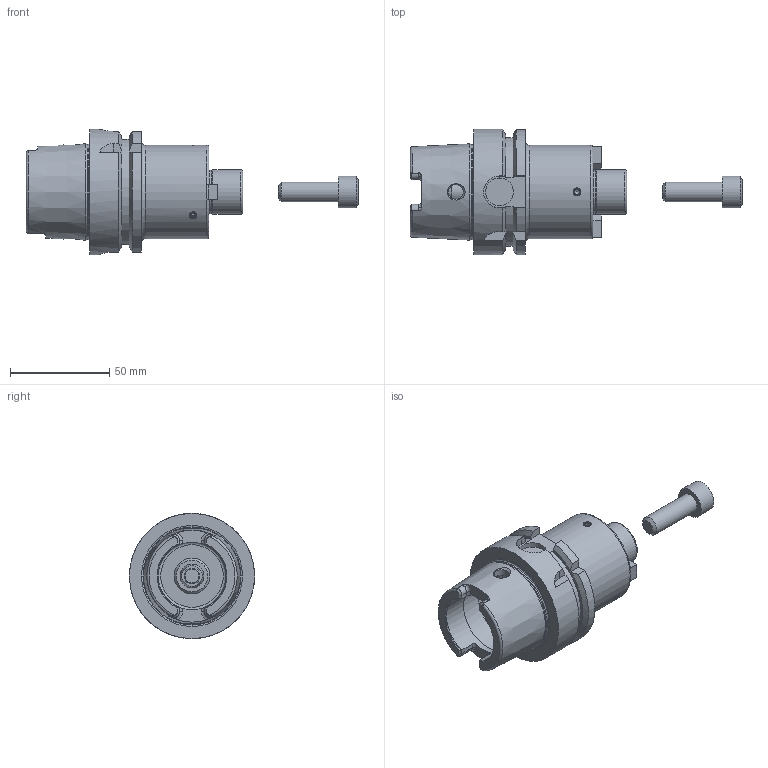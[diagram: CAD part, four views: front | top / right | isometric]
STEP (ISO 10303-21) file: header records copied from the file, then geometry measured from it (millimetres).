
FILE_DESCRIPTION((''),'2;1');
FILE_NAME('535015623060-3D.stp','2020-04-29T14:48:09',('nttooll'),(''),'Autodesk Inventor 2012','Autodesk Inventor 2012','');
FILE_SCHEMA(('AUTOMOTIVE_DESIGN { 1 0 10303 214 1 1 1 1 }'));
Length unit declared in the file: millimetre
Products named in the file (1): 535015623060-3D
Bounding box: 167 x 63 x 63 mm (x, y, z)
Volume: 151238.8 mm3; surface area: 33914 mm2
Topology: 2 solids, 5 shells, 208 faces, 505 edges, 314 vertices
Faces by surface type: plane 76, cylinder 60, cone 48, torus 18, sphere 6
Full cylindrical faces by diameter (mm): 2.309 x3, 2.5 x6, 3.4 x3, 4 x6, 7.5 x2, 8 x1, 8.7 x1, 9.238 x1, 10 x2, 10.5 x1, 11.3 x1, 12 x1, 14 x1, 16 x1, 18 x1, 21.825 x1, 22.225 x1, 34 x1, 34.5 x1, 40 x1, 47 x1, 48 x1, 63 x1
Entity records: 5984 total; most frequent: CARTESIAN_POINT 1624, DIRECTION 912, ORIENTED_EDGE 794, EDGE_CURVE 397, AXIS2_PLACEMENT_3D 384, EDGE_LOOP 306, VERTEX_POINT 288, FACE_OUTER_BOUND 208
